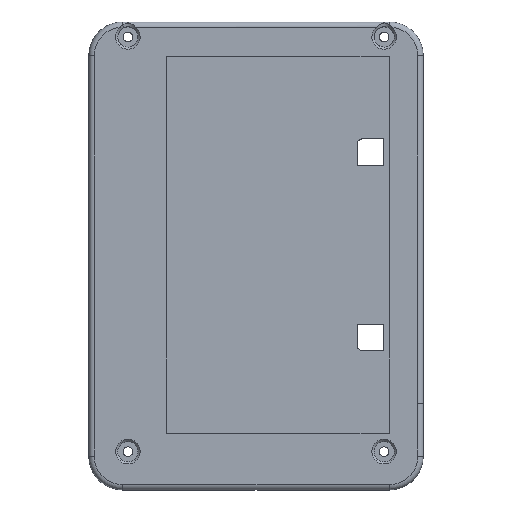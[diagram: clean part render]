
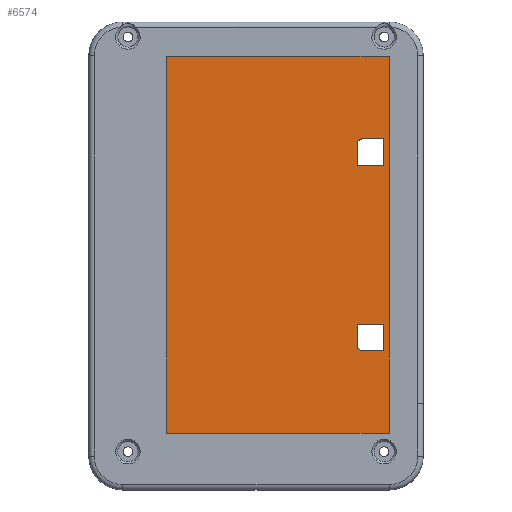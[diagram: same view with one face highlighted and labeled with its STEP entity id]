
A CAD part, top view. The second image highlights one B-rep face of the part: STEP entity #6574.
In plain terms, the highlighted planar face has unit normal (0, 0, 1).
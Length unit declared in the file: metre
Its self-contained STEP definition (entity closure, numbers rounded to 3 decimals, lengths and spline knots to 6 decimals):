
#210=CIRCLE('',#7005,0.00127);
#211=CIRCLE('',#7006,0.00127);
#428=PLANE('',#7004);
#826=LINE('',#10166,#1496);
#827=LINE('',#10169,#1497);
#828=LINE('',#10171,#1498);
#829=LINE('',#10173,#1499);
#830=LINE('',#10174,#1500);
#831=LINE('',#10179,#1501);
#832=LINE('',#10181,#1502);
#833=LINE('',#10183,#1503);
#834=LINE('',#10184,#1504);
#835=LINE('',#10189,#1505);
#836=LINE('',#10191,#1506);
#837=LINE('',#10193,#1507);
#1496=VECTOR('',#7898,1.);
#1497=VECTOR('',#7899,1.);
#1498=VECTOR('',#7900,1.);
#1499=VECTOR('',#7901,1.);
#1500=VECTOR('',#7902,1.);
#1501=VECTOR('',#7905,1.);
#1502=VECTOR('',#7906,1.);
#1503=VECTOR('',#7907,1.);
#1504=VECTOR('',#7908,1.);
#1505=VECTOR('',#7911,1.);
#1506=VECTOR('',#7912,1.);
#1507=VECTOR('',#7913,1.);
#2278=ORIENTED_EDGE('',*,*,#4235,.F.);
#2279=ORIENTED_EDGE('',*,*,#4236,.T.);
#2280=ORIENTED_EDGE('',*,*,#4237,.T.);
#2281=ORIENTED_EDGE('',*,*,#4238,.F.);
#2282=ORIENTED_EDGE('',*,*,#4239,.F.);
#2283=ORIENTED_EDGE('',*,*,#4240,.T.);
#2284=ORIENTED_EDGE('',*,*,#4241,.T.);
#2285=ORIENTED_EDGE('',*,*,#4242,.T.);
#2286=ORIENTED_EDGE('',*,*,#4243,.F.);
#2287=ORIENTED_EDGE('',*,*,#4244,.F.);
#2288=ORIENTED_EDGE('',*,*,#4245,.T.);
#2289=ORIENTED_EDGE('',*,*,#4246,.T.);
#2290=ORIENTED_EDGE('',*,*,#4247,.T.);
#2291=ORIENTED_EDGE('',*,*,#4248,.F.);
#4235=EDGE_CURVE('',#5207,#5208,#826,.T.);
#4236=EDGE_CURVE('',#5207,#5209,#827,.T.);
#4237=EDGE_CURVE('',#5209,#5210,#828,.T.);
#4238=EDGE_CURVE('',#5208,#5210,#829,.T.);
#4239=EDGE_CURVE('',#5211,#5212,#830,.T.);
#4240=EDGE_CURVE('',#5211,#5213,#210,.F.);
#4241=EDGE_CURVE('',#5213,#5214,#831,.T.);
#4242=EDGE_CURVE('',#5214,#5215,#832,.T.);
#4243=EDGE_CURVE('',#5212,#5215,#833,.T.);
#4244=EDGE_CURVE('',#5216,#5217,#834,.T.);
#4245=EDGE_CURVE('',#5216,#5218,#211,.F.);
#4246=EDGE_CURVE('',#5218,#5219,#835,.T.);
#4247=EDGE_CURVE('',#5219,#5220,#836,.T.);
#4248=EDGE_CURVE('',#5217,#5220,#837,.T.);
#5207=VERTEX_POINT('',#10167);
#5208=VERTEX_POINT('',#10168);
#5209=VERTEX_POINT('',#10170);
#5210=VERTEX_POINT('',#10172);
#5211=VERTEX_POINT('',#10175);
#5212=VERTEX_POINT('',#10176);
#5213=VERTEX_POINT('',#10178);
#5214=VERTEX_POINT('',#10180);
#5215=VERTEX_POINT('',#10182);
#5216=VERTEX_POINT('',#10185);
#5217=VERTEX_POINT('',#10186);
#5218=VERTEX_POINT('',#10188);
#5219=VERTEX_POINT('',#10190);
#5220=VERTEX_POINT('',#10192);
#5726=EDGE_LOOP('',(#2278,#2279,#2280,#2281));
#5727=EDGE_LOOP('',(#2282,#2283,#2284,#2285,#2286));
#5728=EDGE_LOOP('',(#2287,#2288,#2289,#2290,#2291));
#6144=FACE_BOUND('',#5726,.T.);
#6145=FACE_BOUND('',#5727,.T.);
#6146=FACE_BOUND('',#5728,.T.);
#6574=ADVANCED_FACE('',(#6144,#6145,#6146),#428,.T.);
#7004=AXIS2_PLACEMENT_3D('',#10165,#7896,#7897);
#7005=AXIS2_PLACEMENT_3D('',#10177,#7903,#7904);
#7006=AXIS2_PLACEMENT_3D('',#10187,#7909,#7910);
#7896=DIRECTION('',(0.,0.,1.));
#7897=DIRECTION('',(1.,0.,0.));
#7898=DIRECTION('',(1.,0.,0.));
#7899=DIRECTION('',(0.,-1.,0.));
#7900=DIRECTION('',(1.,0.,0.));
#7901=DIRECTION('',(0.,-1.,0.));
#7902=DIRECTION('',(1.,0.,0.));
#7903=DIRECTION('',(0.,0.,1.));
#7904=DIRECTION('',(1.,0.,0.));
#7905=DIRECTION('',(0.,1.,0.));
#7906=DIRECTION('',(1.,0.,0.));
#7907=DIRECTION('',(0.,1.,0.));
#7908=DIRECTION('',(0.,-1.,0.));
#7909=DIRECTION('',(0.,0.,1.));
#7910=DIRECTION('',(1.,0.,0.));
#7911=DIRECTION('',(1.,0.,0.));
#7912=DIRECTION('',(0.,-1.,0.));
#7913=DIRECTION('',(1.,0.,0.));
#10165=CARTESIAN_POINT('',(0.000008,0.000025,0.000762));
#10166=CARTESIAN_POINT('',(0.005207,0.047625,0.000762));
#10167=CARTESIAN_POINT('',(-0.021336,0.047625,0.000762));
#10168=CARTESIAN_POINT('',(0.03175,0.047625,0.000762));
#10169=CARTESIAN_POINT('',(-0.021336,0.002667,0.000762));
#10170=CARTESIAN_POINT('',(-0.021336,-0.042291,0.000762));
#10171=CARTESIAN_POINT('',(0.005207,-0.042291,0.000762));
#10172=CARTESIAN_POINT('',(0.03175,-0.042291,0.000762));
#10173=CARTESIAN_POINT('',(0.03175,0.002667,0.000762));
#10174=CARTESIAN_POINT('',(0.027305,-0.022606,0.000762));
#10175=CARTESIAN_POINT('',(0.0254,-0.022606,0.000762));
#10176=CARTESIAN_POINT('',(0.03048,-0.022606,0.000762));
#10177=CARTESIAN_POINT('',(0.0254,-0.021336,0.000762));
#10178=CARTESIAN_POINT('',(0.02413,-0.021336,0.000762));
#10179=CARTESIAN_POINT('',(0.02413,-0.019431,0.000762));
#10180=CARTESIAN_POINT('',(0.02413,-0.016256,0.000762));
#10181=CARTESIAN_POINT('',(0.027305,-0.016256,0.000762));
#10182=CARTESIAN_POINT('',(0.03048,-0.016256,0.000762));
#10183=CARTESIAN_POINT('',(0.03048,-0.019431,0.000762));
#10184=CARTESIAN_POINT('',(0.02413,0.024765,0.000762));
#10185=CARTESIAN_POINT('',(0.02413,0.02667,0.000762));
#10186=CARTESIAN_POINT('',(0.02413,0.02159,0.000762));
#10187=CARTESIAN_POINT('',(0.0254,0.02667,0.000762));
#10188=CARTESIAN_POINT('',(0.0254,0.02794,0.000762));
#10189=CARTESIAN_POINT('',(0.027305,0.02794,0.000762));
#10190=CARTESIAN_POINT('',(0.03048,0.02794,0.000762));
#10191=CARTESIAN_POINT('',(0.03048,0.024765,0.000762));
#10192=CARTESIAN_POINT('',(0.03048,0.02159,0.000762));
#10193=CARTESIAN_POINT('',(0.027305,0.02159,0.000762));
